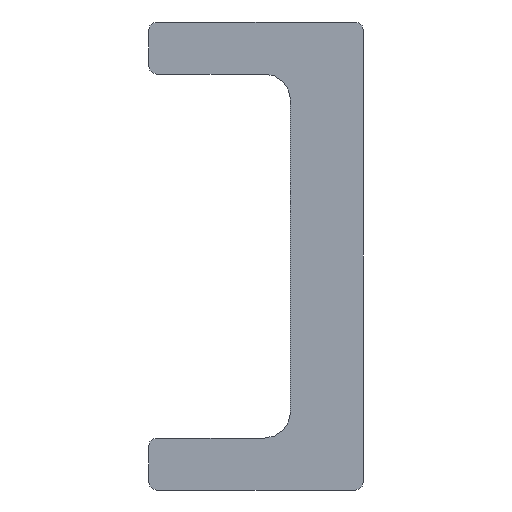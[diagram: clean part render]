
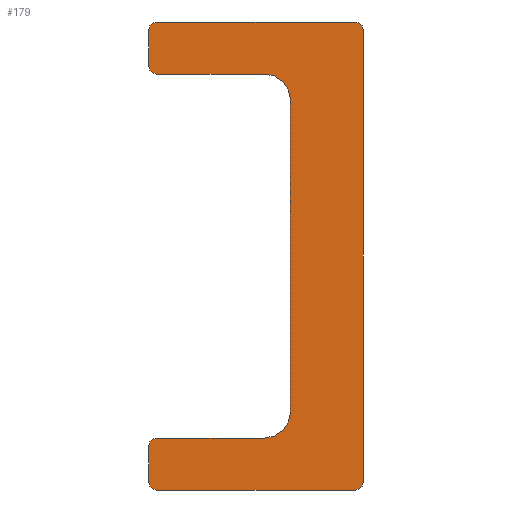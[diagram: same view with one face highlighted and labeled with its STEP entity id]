
A CAD part, front view. The second image highlights one B-rep face of the part: STEP entity #179.
In plain terms, the highlighted planar face has unit normal (0, -1, 0).
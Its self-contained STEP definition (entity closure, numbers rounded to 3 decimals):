
#179 = ADVANCED_FACE( '', ( #406 ), #407, .F. );
#406 = FACE_OUTER_BOUND( '', #649, .T. );
#407 = PLANE( '', #650 );
#649 = EDGE_LOOP( '', ( #1041, #1042, #1043, #1044, #1045, #1046, #1047, #1048, #1049, #1050, #1051, #1052, #1053, #1054, #1055, #1056 ) );
#650 = AXIS2_PLACEMENT_3D( '', #1057, #1058, #1059 );
#1041 = ORIENTED_EDGE( '', *, *, #1171, .F. );
#1042 = ORIENTED_EDGE( '', *, *, #1228, .T. );
#1043 = ORIENTED_EDGE( '', *, *, #1225, .F. );
#1044 = ORIENTED_EDGE( '', *, *, #1179, .T. );
#1045 = ORIENTED_EDGE( '', *, *, #1185, .F. );
#1046 = ORIENTED_EDGE( '', *, *, #1213, .T. );
#1047 = ORIENTED_EDGE( '', *, *, #1138, .F. );
#1048 = ORIENTED_EDGE( '', *, *, #1199, .T. );
#1049 = ORIENTED_EDGE( '', *, *, #1264, .F. );
#1050 = ORIENTED_EDGE( '', *, *, #1192, .T. );
#1051 = ORIENTED_EDGE( '', *, *, #1222, .F. );
#1052 = ORIENTED_EDGE( '', *, *, #1234, .T. );
#1053 = ORIENTED_EDGE( '', *, *, #1259, .F. );
#1054 = ORIENTED_EDGE( '', *, *, #1153, .T. );
#1055 = ORIENTED_EDGE( '', *, *, #1265, .F. );
#1056 = ORIENTED_EDGE( '', *, *, #1238, .T. );
#1057 = CARTESIAN_POINT( '', ( -4.125, 0., 9. ) );
#1058 = DIRECTION( '', ( 0., 1., 0. ) );
#1059 = DIRECTION( '', ( 0., 0., 1. ) );
#1138 = EDGE_CURVE( '', #1310, #1312, #1313, .T. );
#1153 = EDGE_CURVE( '', #1336, #1334, #1337, .F. );
#1171 = EDGE_CURVE( '', #1367, #1369, #1370, .T. );
#1179 = EDGE_CURVE( '', #1381, #1379, #1382, .F. );
#1185 = EDGE_CURVE( '', #1388, #1379, #1390, .T. );
#1192 = EDGE_CURVE( '', #1400, #1398, #1401, .T. );
#1199 = EDGE_CURVE( '', #1310, #1409, #1411, .T. );
#1213 = EDGE_CURVE( '', #1388, #1312, #1431, .F. );
#1222 = EDGE_CURVE( '', #1444, #1398, #1445, .T. );
#1225 = EDGE_CURVE( '', #1381, #1448, #1449, .T. );
#1228 = EDGE_CURVE( '', #1367, #1448, #1452, .F. );
#1234 = EDGE_CURVE( '', #1444, #1458, #1460, .F. );
#1238 = EDGE_CURVE( '', #1465, #1369, #1466, .F. );
#1259 = EDGE_CURVE( '', #1336, #1458, #1496, .T. );
#1264 = EDGE_CURVE( '', #1400, #1409, #1502, .T. );
#1265 = EDGE_CURVE( '', #1465, #1334, #1503, .T. );
#1310 = VERTEX_POINT( '', #1559 );
#1312 = VERTEX_POINT( '', #1562 );
#1313 = LINE( '', #1563, #1564 );
#1334 = VERTEX_POINT( '', #1586 );
#1336 = VERTEX_POINT( '', #1589 );
#1337 = CIRCLE( '', #1590, 0.3 );
#1367 = VERTEX_POINT( '', #1621 );
#1369 = VERTEX_POINT( '', #1624 );
#1370 = LINE( '', #1625, #1626 );
#1379 = VERTEX_POINT( '', #1636 );
#1381 = VERTEX_POINT( '', #1639 );
#1382 = CIRCLE( '', #1640, 0.3 );
#1388 = VERTEX_POINT( '', #1647 );
#1390 = LINE( '', #1650, #1651 );
#1398 = VERTEX_POINT( '', #1659 );
#1400 = VERTEX_POINT( '', #1662 );
#1401 = CIRCLE( '', #1663, 1. );
#1409 = VERTEX_POINT( '', #1672 );
#1411 = CIRCLE( '', #1675, 1. );
#1431 = CIRCLE( '', #1695, 0.3 );
#1444 = VERTEX_POINT( '', #1708 );
#1445 = LINE( '', #1709, #1710 );
#1448 = VERTEX_POINT( '', #1714 );
#1449 = LINE( '', #1715, #1716 );
#1452 = CIRCLE( '', #1720, 0.3 );
#1458 = VERTEX_POINT( '', #1726 );
#1460 = CIRCLE( '', #1729, 0.3 );
#1465 = VERTEX_POINT( '', #1734 );
#1466 = CIRCLE( '', #1735, 0.3 );
#1496 = LINE( '', #1766, #1767 );
#1502 = LINE( '', #1773, #1774 );
#1503 = LINE( '', #1775, #1776 );
#1559 = CARTESIAN_POINT( '', ( 0.325, 0., 7. ) );
#1562 = CARTESIAN_POINT( '', ( -3.825, 0., 7. ) );
#1563 = CARTESIAN_POINT( '', ( -4.125, 0., 7. ) );
#1564 = VECTOR( '', #1823, 1000. );
#1586 = CARTESIAN_POINT( '', ( -3.825, 0., -9. ) );
#1589 = CARTESIAN_POINT( '', ( -4.125, 0., -8.7 ) );
#1590 = AXIS2_PLACEMENT_3D( '', #1847, #1848, #1849 );
#1621 = CARTESIAN_POINT( '', ( 4.125, 0., 8.7 ) );
#1624 = CARTESIAN_POINT( '', ( 4.125, 0., -8.7 ) );
#1625 = CARTESIAN_POINT( '', ( 4.125, 0., 9. ) );
#1626 = VECTOR( '', #1891, 1000. );
#1636 = CARTESIAN_POINT( '', ( -4.125, 0., 8.7 ) );
#1639 = CARTESIAN_POINT( '', ( -3.825, 0., 9. ) );
#1640 = AXIS2_PLACEMENT_3D( '', #1900, #1901, #1902 );
#1647 = CARTESIAN_POINT( '', ( -4.125, 0., 7.3 ) );
#1650 = CARTESIAN_POINT( '', ( -4.125, 0., -9. ) );
#1651 = VECTOR( '', #1908, 1000. );
#1659 = CARTESIAN_POINT( '', ( 0.325, 0., -7. ) );
#1662 = CARTESIAN_POINT( '', ( 1.325, 0., -6. ) );
#1663 = AXIS2_PLACEMENT_3D( '', #1916, #1917, #1918 );
#1672 = CARTESIAN_POINT( '', ( 1.325, 0., 6. ) );
#1675 = AXIS2_PLACEMENT_3D( '', #1927, #1928, #1929 );
#1695 = AXIS2_PLACEMENT_3D( '', #1948, #1949, #1950 );
#1708 = CARTESIAN_POINT( '', ( -3.825, 0., -7. ) );
#1709 = CARTESIAN_POINT( '', ( 1.325, 0., -7. ) );
#1710 = VECTOR( '', #1963, 1000. );
#1714 = CARTESIAN_POINT( '', ( 3.825, 0., 9. ) );
#1715 = CARTESIAN_POINT( '', ( -4.125, 0., 9. ) );
#1716 = VECTOR( '', #1965, 1000. );
#1720 = AXIS2_PLACEMENT_3D( '', #1967, #1968, #1969 );
#1726 = CARTESIAN_POINT( '', ( -4.125, 0., -7.3 ) );
#1729 = AXIS2_PLACEMENT_3D( '', #1974, #1975, #1976 );
#1734 = CARTESIAN_POINT( '', ( 3.825, 0., -9. ) );
#1735 = AXIS2_PLACEMENT_3D( '', #1980, #1981, #1982 );
#1766 = CARTESIAN_POINT( '', ( -4.125, 0., -9. ) );
#1767 = VECTOR( '', #2011, 1000. );
#1773 = CARTESIAN_POINT( '', ( 1.325, 0., 7. ) );
#1774 = VECTOR( '', #2015, 1000. );
#1775 = CARTESIAN_POINT( '', ( 4.125, 0., -9. ) );
#1776 = VECTOR( '', #2016, 1000. );
#1823 = DIRECTION( '', ( -1., 0., 0. ) );
#1847 = CARTESIAN_POINT( '', ( -3.825, 0., -8.7 ) );
#1848 = DIRECTION( '', ( 0., 1., 0. ) );
#1849 = DIRECTION( '', ( 0., 0., 1. ) );
#1891 = DIRECTION( '', ( 0., 0., -1. ) );
#1900 = CARTESIAN_POINT( '', ( -3.825, 0., 8.7 ) );
#1901 = DIRECTION( '', ( 0., 1., 0. ) );
#1902 = DIRECTION( '', ( 0., 0., 1. ) );
#1908 = DIRECTION( '', ( 0., 0., 1. ) );
#1916 = CARTESIAN_POINT( '', ( 0.325, 0., -6. ) );
#1917 = DIRECTION( '', ( 0., 1., 0. ) );
#1918 = DIRECTION( '', ( 0., 0., 1. ) );
#1927 = CARTESIAN_POINT( '', ( 0.325, 0., 6. ) );
#1928 = DIRECTION( '', ( 0., 1., 0. ) );
#1929 = DIRECTION( '', ( 0., 0., 1. ) );
#1948 = CARTESIAN_POINT( '', ( -3.825, 0., 7.3 ) );
#1949 = DIRECTION( '', ( 0., 1., 0. ) );
#1950 = DIRECTION( '', ( 0., 0., 1. ) );
#1963 = DIRECTION( '', ( 1., 0., 0. ) );
#1965 = DIRECTION( '', ( 1., 0., 0. ) );
#1967 = CARTESIAN_POINT( '', ( 3.825, 0., 8.7 ) );
#1968 = DIRECTION( '', ( 0., 1., 0. ) );
#1969 = DIRECTION( '', ( 0., 0., 1. ) );
#1974 = CARTESIAN_POINT( '', ( -3.825, 0., -7.3 ) );
#1975 = DIRECTION( '', ( 0., 1., 0. ) );
#1976 = DIRECTION( '', ( 0., 0., 1. ) );
#1980 = CARTESIAN_POINT( '', ( 3.825, 0., -8.7 ) );
#1981 = DIRECTION( '', ( 0., 1., 0. ) );
#1982 = DIRECTION( '', ( 0., 0., 1. ) );
#2011 = DIRECTION( '', ( 0., 0., 1. ) );
#2015 = DIRECTION( '', ( 0., 0., 1. ) );
#2016 = DIRECTION( '', ( -1., 0., 0. ) );
